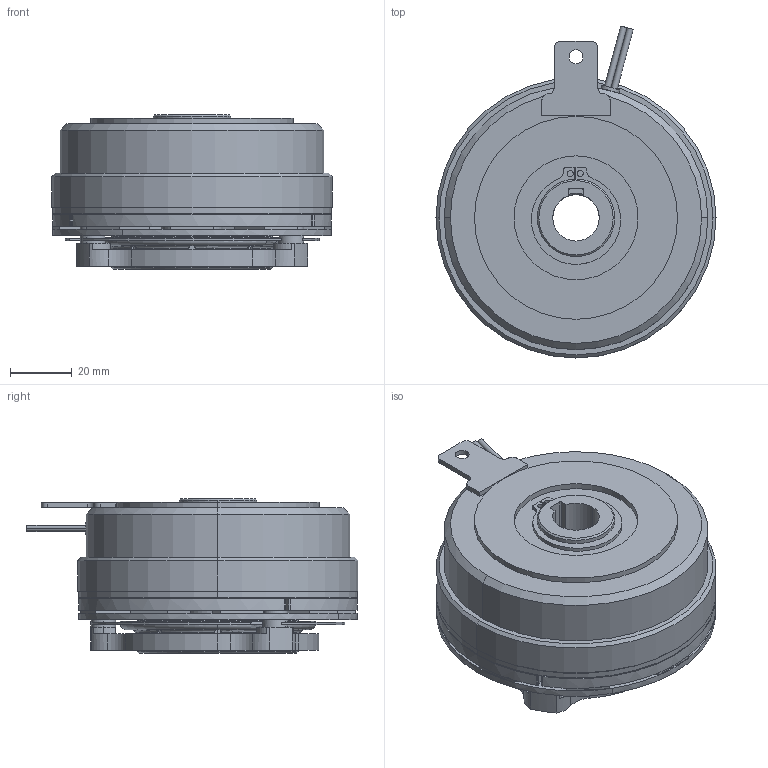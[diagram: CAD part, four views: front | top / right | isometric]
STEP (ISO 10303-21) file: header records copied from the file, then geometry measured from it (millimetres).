
FILE_DESCRIPTION (( 'STEP AP203' ), '1' );
FILE_NAME ('MSC1.2T.STEP', '2017-05-30T02:36:21', ( '新井重治' ), ( '小倉クラッチ' ), 'SwSTEP 2.0', 'SolidWorks 2009', '' );
FILE_SCHEMA (( 'CONFIG_CONTROL_DESIGN' ));
Length unit declared in the file: millimetre
Products named in the file (1): MSC1.2T
Bounding box: 90.4 x 107.13 x 50 mm (x, y, z)
Volume: 215757.3 mm3; surface area: 59858.8 mm2
Topology: 3 solids, 3 shells, 830 faces, 2236 edges, 1417 vertices
Faces by surface type: plane 313, cylinder 307, cone 124, bspline 66, torus 14, sphere 6
Entity records: 27830 total; most frequent: CARTESIAN_POINT 6542, DIRECTION 4601, ORIENTED_EDGE 4460, EDGE_CURVE 2230, AXIS2_PLACEMENT_3D 1842, VERTEX_POINT 1417, CIRCLE 1077, EDGE_LOOP 923
